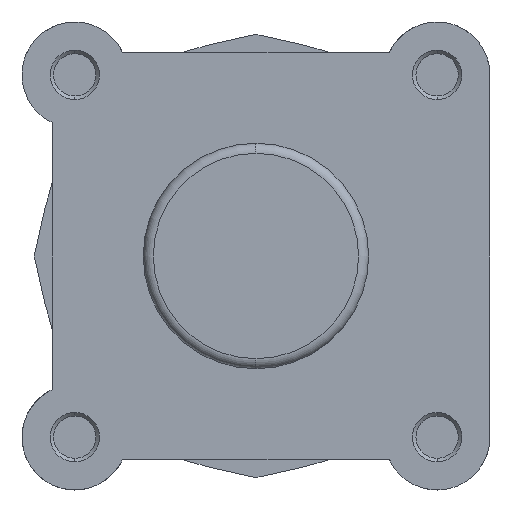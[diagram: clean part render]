
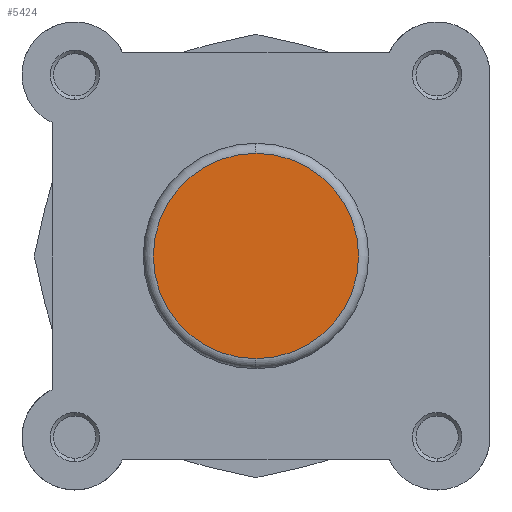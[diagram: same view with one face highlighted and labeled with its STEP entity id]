
A CAD part, left-side view. The second image highlights one B-rep face of the part: STEP entity #5424.
In plain terms, the highlighted planar face has unit normal (-1, 0, 0).
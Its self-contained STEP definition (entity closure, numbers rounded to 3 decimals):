
#586 = CIRCLE ( 'NONE', #3624, 20.4 ) ;
#1535 = CARTESIAN_POINT ( 'NONE',  ( 0., 0., 0. ) ) ;
#1536 = DIRECTION ( 'NONE',  ( -1., 0., 0. ) ) ;
#1537 = DIRECTION ( 'NONE',  ( 0., 0., -1. ) ) ;
#1718 = CARTESIAN_POINT ( 'NONE',  ( 0., 0., 20.4 ) ) ;
#1719 = CARTESIAN_POINT ( 'NONE',  ( 0., 0., -20.4 ) ) ;
#2104 = PLANE ( 'NONE',  #3863 ) ;
#2107 = CARTESIAN_POINT ( 'NONE',  ( 0., 0., 0. ) ) ;
#2117 = DIRECTION ( 'NONE',  ( 1., 0., 0. ) ) ;
#2118 = DIRECTION ( 'NONE',  ( 0., 0., -1. ) ) ;
#2280 = CIRCLE ( 'NONE', #3775, 20.4 ) ;
#2465 = FACE_OUTER_BOUND ( 'NONE', #5705, .T. ) ;
#3142 = EDGE_CURVE ( 'NONE', #4239, #4238, #586, .T. ) ;
#3411 = EDGE_CURVE ( 'NONE', #4238, #4239, #2280, .T. ) ;
#3624 = AXIS2_PLACEMENT_3D ( 'NONE', #5200, #5201, #5202 ) ;
#3775 = AXIS2_PLACEMENT_3D ( 'NONE', #1535, #1536, #1537 ) ;
#3863 = AXIS2_PLACEMENT_3D ( 'NONE', #2107, #2117, #2118 ) ;
#3973 = ORIENTED_EDGE ( 'NONE', *, *, #3142, .T. ) ;
#4009 = ORIENTED_EDGE ( 'NONE', *, *, #3411, .T. ) ;
#4238 = VERTEX_POINT ( 'NONE', #1718 ) ;
#4239 = VERTEX_POINT ( 'NONE', #1719 ) ;
#5200 = CARTESIAN_POINT ( 'NONE',  ( 0., 0., 0. ) ) ;
#5201 = DIRECTION ( 'NONE',  ( -1., 0., 0. ) ) ;
#5202 = DIRECTION ( 'NONE',  ( 0., 0., -1. ) ) ;
#5424 = ADVANCED_FACE ( 'NONE', ( #2465 ), #2104, .F. ) ;
#5705 = EDGE_LOOP ( 'NONE', ( #3973, #4009 ) ) ;
